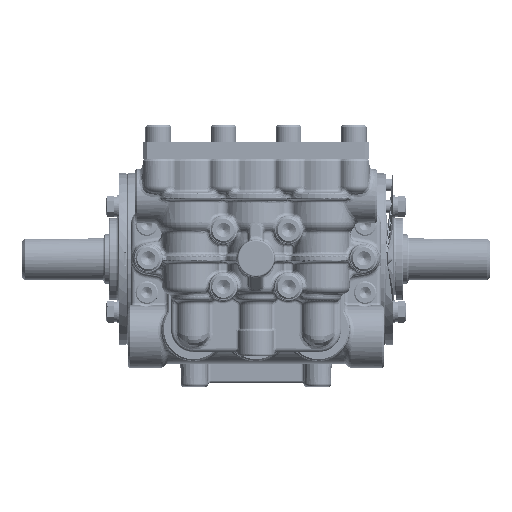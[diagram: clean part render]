
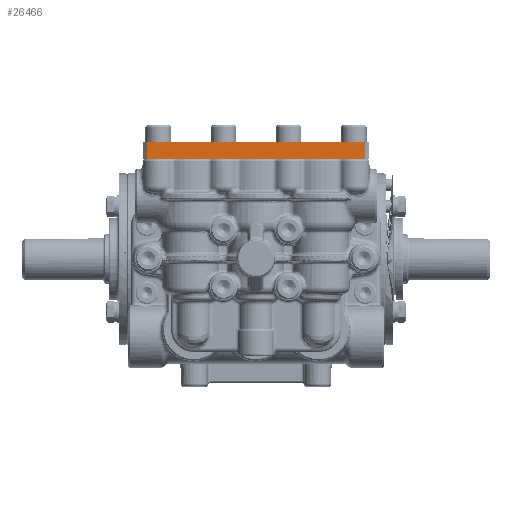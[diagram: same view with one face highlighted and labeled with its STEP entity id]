
A CAD part, top view. The second image highlights one B-rep face of the part: STEP entity #26466.
In plain terms, the highlighted planar face has unit normal (0, 0, 1).
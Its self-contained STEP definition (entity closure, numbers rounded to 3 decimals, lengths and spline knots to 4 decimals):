
#1760 = DIRECTION ( 'NONE',  ( 1., 0., 0. ) ) ;
#1928 = LINE ( 'NONE', #160684, #251357 ) ;
#3152 = LINE ( 'NONE', #70376, #120257 ) ;
#6167 = DIRECTION ( 'NONE',  ( 0., -1., 0. ) ) ;
#14344 = CARTESIAN_POINT ( 'NONE',  ( 3.0315, 3.2283, 12.9724 ) ) ;
#21595 = VERTEX_POINT ( 'NONE', #187874 ) ;
#25509 = VERTEX_POINT ( 'NONE', #14344 ) ;
#26466 = ADVANCED_FACE ( 'NONE', ( #237646 ), #38670, .F. ) ;
#37923 = VERTEX_POINT ( 'NONE', #90006 ) ;
#38670 = PLANE ( 'NONE',  #276033 ) ;
#56258 = CARTESIAN_POINT ( 'NONE',  ( 3.0315, 3.2283, 12.9724 ) ) ;
#56430 = VERTEX_POINT ( 'NONE', #160020 ) ;
#69115 = EDGE_CURVE ( 'NONE', #21595, #25509, #3152, .T. ) ;
#69298 = EDGE_CURVE ( 'NONE', #56430, #37923, #233434, .T. ) ;
#70376 = CARTESIAN_POINT ( 'NONE',  ( -3.1496, 3.2283, 12.9724 ) ) ;
#78578 = EDGE_LOOP ( 'NONE', ( #180660, #202301, #131666, #134294 ) ) ;
#90006 = CARTESIAN_POINT ( 'NONE',  ( 3.0315, 2.7559, 12.9724 ) ) ;
#120257 = VECTOR ( 'NONE', #1760, 39.3701 ) ;
#126325 = LINE ( 'NONE', #56258, #178641 ) ;
#128794 = DIRECTION ( 'NONE',  ( -1., 0., 0. ) ) ;
#131666 = ORIENTED_EDGE ( 'NONE', *, *, #69298, .T. ) ;
#134294 = ORIENTED_EDGE ( 'NONE', *, *, #235367, .T. ) ;
#160020 = CARTESIAN_POINT ( 'NONE',  ( -3.0315, 2.7559, 12.9724 ) ) ;
#160684 = CARTESIAN_POINT ( 'NONE',  ( -3.0315, 3.2283, 12.9724 ) ) ;
#167532 = CARTESIAN_POINT ( 'NONE',  ( -3.1496, 2.7559, 12.9724 ) ) ;
#178641 = VECTOR ( 'NONE', #189377, 39.3701 ) ;
#180660 = ORIENTED_EDGE ( 'NONE', *, *, #69115, .F. ) ;
#182655 = EDGE_CURVE ( 'NONE', #21595, #56430, #1928, .T. ) ;
#187874 = CARTESIAN_POINT ( 'NONE',  ( -3.0315, 3.2283, 12.9724 ) ) ;
#189377 = DIRECTION ( 'NONE',  ( 0., 1., 0. ) ) ;
#194670 = CARTESIAN_POINT ( 'NONE',  ( -3.1496, 3.2283, 12.9724 ) ) ;
#202301 = ORIENTED_EDGE ( 'NONE', *, *, #182655, .T. ) ;
#216358 = VECTOR ( 'NONE', #232012, 39.3701 ) ;
#232012 = DIRECTION ( 'NONE',  ( 1., 0., 0. ) ) ;
#233434 = LINE ( 'NONE', #167532, #216358 ) ;
#235367 = EDGE_CURVE ( 'NONE', #37923, #25509, #126325, .T. ) ;
#237646 = FACE_OUTER_BOUND ( 'NONE', #78578, .T. ) ;
#251357 = VECTOR ( 'NONE', #6167, 39.3701 ) ;
#257680 = DIRECTION ( 'NONE',  ( 0., 0., -1. ) ) ;
#276033 = AXIS2_PLACEMENT_3D ( 'NONE', #194670, #257680, #128794 ) ;
